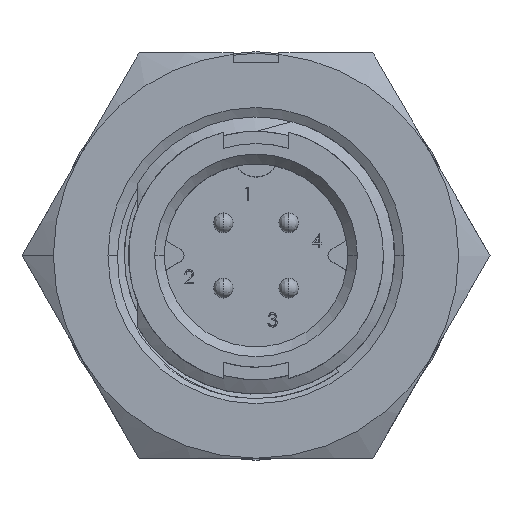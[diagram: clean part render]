
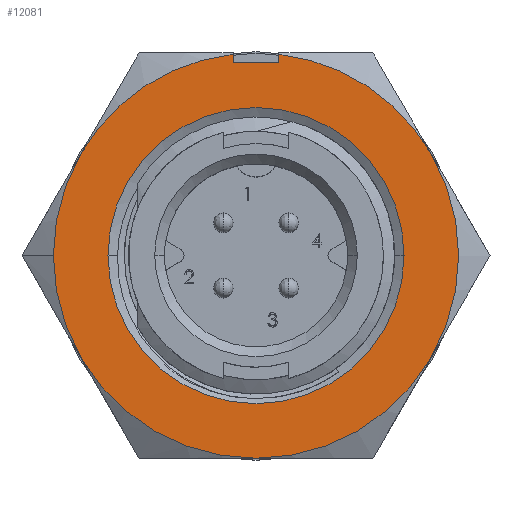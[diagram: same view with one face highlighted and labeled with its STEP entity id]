
A CAD part, top view. The second image highlights one B-rep face of the part: STEP entity #12081.
In plain terms, the highlighted planar face has unit normal (0, 0, 1).
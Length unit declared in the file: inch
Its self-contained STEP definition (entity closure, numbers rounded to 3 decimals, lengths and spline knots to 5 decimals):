
#325 = VERTEX_POINT ( 'NONE', #9368 ) ;
#346 = VERTEX_POINT ( 'NONE', #9358 ) ;
#473 = VERTEX_POINT ( 'NONE', #9205 ) ;
#516 = VERTEX_POINT ( 'NONE', #9453 ) ;
#542 = VERTEX_POINT ( 'NONE', #9427 ) ;
#544 = VERTEX_POINT ( 'NONE', #9425 ) ;
#563 = VERTEX_POINT ( 'NONE', #9320 ) ;
#572 = VERTEX_POINT ( 'NONE', #9328 ) ;
#597 = VERTEX_POINT ( 'NONE', #9117 ) ;
#598 = VERTEX_POINT ( 'NONE', #9340 ) ;
#618 = VERTEX_POINT ( 'NONE', #9216 ) ;
#632 = VERTEX_POINT ( 'NONE', #9230 ) ;
#1233 = AXIS2_PLACEMENT_3D ( 'NONE', #10109, #10110, #10111 ) ;
#1303 = CIRCLE ( 'NONE', #1305, 0.31 ) ;
#1305 = AXIS2_PLACEMENT_3D ( 'NONE', #10613, #10614, #10615 ) ;
#1326 = CIRCLE ( 'NONE', #1330, 0.2265 ) ;
#1330 = AXIS2_PLACEMENT_3D ( 'NONE', #10919, #10920, #10921 ) ;
#1336 = CIRCLE ( 'NONE', #1341, 0.2265 ) ;
#1338 = CIRCLE ( 'NONE', #1343, 0.31 ) ;
#1340 = CIRCLE ( 'NONE', #1347, 0.31 ) ;
#1341 = AXIS2_PLACEMENT_3D ( 'NONE', #10968, #10969, #10970 ) ;
#1342 = CIRCLE ( 'NONE', #1351, 0.31 ) ;
#1343 = AXIS2_PLACEMENT_3D ( 'NONE', #10990, #10991, #10992 ) ;
#1344 = CIRCLE ( 'NONE', #1345, 0.31 ) ;
#1345 = AXIS2_PLACEMENT_3D ( 'NONE', #11013, #11014, #11015 ) ;
#1346 = CIRCLE ( 'NONE', #1349, 0.31 ) ;
#1347 = AXIS2_PLACEMENT_3D ( 'NONE', #11028, #11029, #11030 ) ;
#1348 = CIRCLE ( 'NONE', #1350, 0.31 ) ;
#1349 = AXIS2_PLACEMENT_3D ( 'NONE', #11037, #11038, #11039 ) ;
#1350 = AXIS2_PLACEMENT_3D ( 'NONE', #11046, #11047, #11048 ) ;
#1351 = AXIS2_PLACEMENT_3D ( 'NONE', #11065, #11066, #11067 ) ;
#1352 = VECTOR ( 'NONE', #11073, 39.37008 ) ;
#1356 = VECTOR ( 'NONE', #11081, 39.37008 ) ;
#1357 = VECTOR ( 'NONE', #11083, 39.37008 ) ;
#1431 = ORIENTED_EDGE ( 'NONE', *, *, #12163, .F. ) ;
#1432 = ORIENTED_EDGE ( 'NONE', *, *, #12237, .F. ) ;
#1433 = ORIENTED_EDGE ( 'NONE', *, *, #12241, .F. ) ;
#1446 = ORIENTED_EDGE ( 'NONE', *, *, #12221, .F. ) ;
#1447 = ORIENTED_EDGE ( 'NONE', *, *, #12225, .F. ) ;
#1448 = ORIENTED_EDGE ( 'NONE', *, *, #12233, .F. ) ;
#1449 = ORIENTED_EDGE ( 'NONE', *, *, #12230, .F. ) ;
#1450 = ORIENTED_EDGE ( 'NONE', *, *, #12235, .F. ) ;
#1451 = ORIENTED_EDGE ( 'NONE', *, *, #12243, .F. ) ;
#1498 = ORIENTED_EDGE ( 'NONE', *, *, #12248, .T. ) ;
#1499 = ORIENTED_EDGE ( 'NONE', *, *, #12247, .T. ) ;
#1989 = ORIENTED_EDGE ( 'NONE', *, *, #12212, .F. ) ;
#9117 = CARTESIAN_POINT ( 'NONE',  ( 0.26847, -0.155, 0.3945 ) ) ;
#9205 = CARTESIAN_POINT ( 'NONE',  ( 0.26847, 0.155, 0.3945 ) ) ;
#9216 = CARTESIAN_POINT ( 'NONE',  ( 0., -0.31, 0.3945 ) ) ;
#9230 = CARTESIAN_POINT ( 'NONE',  ( -0.26847, 0.155, 0.3945 ) ) ;
#9320 = CARTESIAN_POINT ( 'NONE',  ( -0.2265, 0., 0.3945 ) ) ;
#9328 = CARTESIAN_POINT ( 'NONE',  ( -0.31, 0., 0.3945 ) ) ;
#9340 = CARTESIAN_POINT ( 'NONE',  ( -0.035, 0.30802, 0.3945 ) ) ;
#9358 = CARTESIAN_POINT ( 'NONE',  ( -0.26847, -0.155, 0.3945 ) ) ;
#9368 = CARTESIAN_POINT ( 'NONE',  ( 0.035, 0.295, 0.3945 ) ) ;
#9425 = CARTESIAN_POINT ( 'NONE',  ( 0.2265, 0., 0.3945 ) ) ;
#9427 = CARTESIAN_POINT ( 'NONE',  ( 0.035, 0.30802, 0.3945 ) ) ;
#9453 = CARTESIAN_POINT ( 'NONE',  ( -0.035, 0.295, 0.3945 ) ) ;
#10108 = PLANE ( 'NONE',  #1233 ) ;
#10109 = CARTESIAN_POINT ( 'NONE',  ( 0., -0.62, 0.3945 ) ) ;
#10110 = DIRECTION ( 'NONE',  ( 0., 0., -1. ) ) ;
#10111 = DIRECTION ( 'NONE',  ( -1., 0., 0. ) ) ;
#10613 = CARTESIAN_POINT ( 'NONE',  ( 0., 0., 0.3945 ) ) ;
#10614 = DIRECTION ( 'NONE',  ( 0., 0., -1. ) ) ;
#10615 = DIRECTION ( 'NONE',  ( -1., 0., 0. ) ) ;
#10919 = CARTESIAN_POINT ( 'NONE',  ( 0., 0., 0.3945 ) ) ;
#10920 = DIRECTION ( 'NONE',  ( 0., 0., 1. ) ) ;
#10921 = DIRECTION ( 'NONE',  ( 1., 0., 0. ) ) ;
#10968 = CARTESIAN_POINT ( 'NONE',  ( 0., 0., 0.3945 ) ) ;
#10969 = DIRECTION ( 'NONE',  ( 0., 0., 1. ) ) ;
#10970 = DIRECTION ( 'NONE',  ( 1., 0., 0. ) ) ;
#10990 = CARTESIAN_POINT ( 'NONE',  ( 0., 0., 0.3945 ) ) ;
#10991 = DIRECTION ( 'NONE',  ( 0., 0., -1. ) ) ;
#10992 = DIRECTION ( 'NONE',  ( 0., 1., 0. ) ) ;
#11013 = CARTESIAN_POINT ( 'NONE',  ( 0., 0., 0.3945 ) ) ;
#11014 = DIRECTION ( 'NONE',  ( 0., 0., -1. ) ) ;
#11015 = DIRECTION ( 'NONE',  ( -1., 0., 0. ) ) ;
#11028 = CARTESIAN_POINT ( 'NONE',  ( 0., 0., 0.3945 ) ) ;
#11029 = DIRECTION ( 'NONE',  ( 0., 0., -1. ) ) ;
#11030 = DIRECTION ( 'NONE',  ( -1., 0., 0. ) ) ;
#11037 = CARTESIAN_POINT ( 'NONE',  ( 0., 0., 0.3945 ) ) ;
#11038 = DIRECTION ( 'NONE',  ( 0., 0., -1. ) ) ;
#11039 = DIRECTION ( 'NONE',  ( 0., 1., 0. ) ) ;
#11046 = CARTESIAN_POINT ( 'NONE',  ( 0., 0., 0.3945 ) ) ;
#11047 = DIRECTION ( 'NONE',  ( 0., 0., -1. ) ) ;
#11048 = DIRECTION ( 'NONE',  ( -1., 0., 0. ) ) ;
#11065 = CARTESIAN_POINT ( 'NONE',  ( 0., 0., 0.3945 ) ) ;
#11066 = DIRECTION ( 'NONE',  ( 0., 0., -1. ) ) ;
#11067 = DIRECTION ( 'NONE',  ( -1., 0., 0. ) ) ;
#11072 = CARTESIAN_POINT ( 'NONE',  ( 0.035, -0.62, 0.3945 ) ) ;
#11073 = DIRECTION ( 'NONE',  ( 0., 1., 0. ) ) ;
#11080 = CARTESIAN_POINT ( 'NONE',  ( -0.035, 0.295, 0.3945 ) ) ;
#11081 = DIRECTION ( 'NONE',  ( -1., 0., 0. ) ) ;
#11082 = CARTESIAN_POINT ( 'NONE',  ( -0.035, 0.35188, 0.3945 ) ) ;
#11083 = DIRECTION ( 'NONE',  ( 0., 1., 0. ) ) ;
#12081 = ADVANCED_FACE ( 'NONE', ( #17319, #17320 ), #10108, .F. ) ;
#12163 = EDGE_CURVE ( 'NONE', #346, #572, #1303, .T. ) ;
#12212 = EDGE_CURVE ( 'NONE', #563, #544, #1326, .T. ) ;
#12221 = EDGE_CURVE ( 'NONE', #544, #563, #1336, .T. ) ;
#12225 = EDGE_CURVE ( 'NONE', #542, #473, #1338, .T. ) ;
#12230 = EDGE_CURVE ( 'NONE', #473, #597, #1344, .T. ) ;
#12233 = EDGE_CURVE ( 'NONE', #597, #618, #1340, .T. ) ;
#12235 = EDGE_CURVE ( 'NONE', #618, #346, #1346, .T. ) ;
#12237 = EDGE_CURVE ( 'NONE', #572, #632, #1348, .T. ) ;
#12241 = EDGE_CURVE ( 'NONE', #632, #598, #1342, .T. ) ;
#12243 = EDGE_CURVE ( 'NONE', #325, #542, #17380, .T. ) ;
#12247 = EDGE_CURVE ( 'NONE', #325, #516, #17384, .T. ) ;
#12248 = EDGE_CURVE ( 'NONE', #516, #598, #17385, .T. ) ;
#12730 = EDGE_LOOP ( 'NONE', ( #1451, #1499, #1498, #1433, #1432, #1431, #1450, #1448, #1449, #1447 ) ) ;
#12756 = EDGE_LOOP ( 'NONE', ( #1446, #1989 ) ) ;
#17319 = FACE_OUTER_BOUND ( 'NONE', #12730, .T. ) ;
#17320 = FACE_BOUND ( 'NONE', #12756, .T. ) ;
#17380 = LINE ( 'NONE', #11072, #1352 ) ;
#17384 = LINE ( 'NONE', #11080, #1356 ) ;
#17385 = LINE ( 'NONE', #11082, #1357 ) ;
